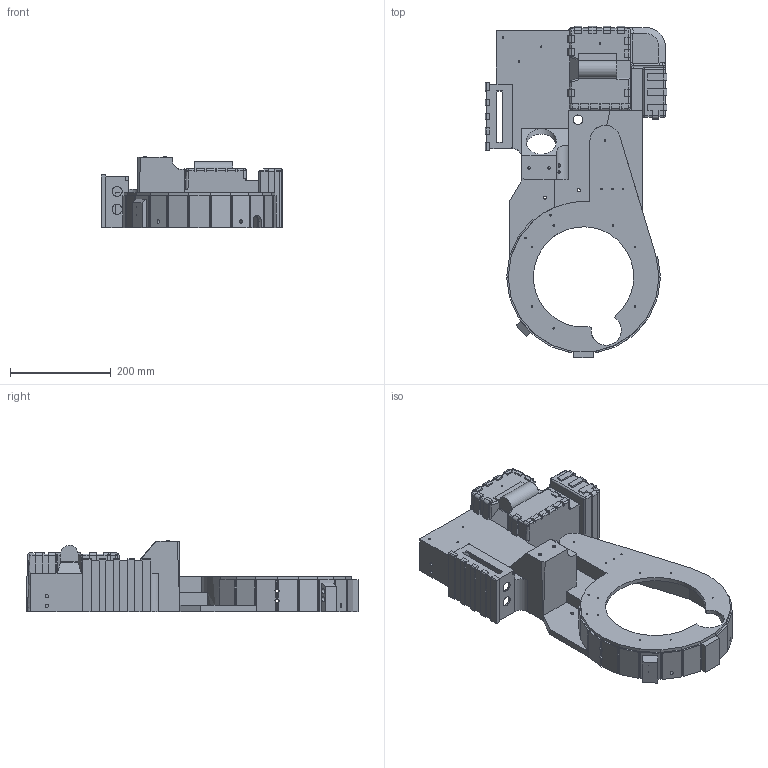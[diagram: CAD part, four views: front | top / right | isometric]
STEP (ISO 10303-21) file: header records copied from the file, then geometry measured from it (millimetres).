
FILE_DESCRIPTION(/* description */ (''),/* implementation_level */ '2;1');
FILE_NAME(/* name */ 'full_shell.step',/* time_stamp */ '2020-11-30T23:12:02+01:00',/* author */ (''),/* organization */ (''),/* preprocessor_version */ 'ST-DEVELOPER v18.1',/* originating_system */ 'Autodesk Translation Framework v9.3.0.1241',/* authorisation */ '');
FILE_SCHEMA (('AUTOMOTIVE_DESIGN { 1 0 10303 214 3 1 1 }'));
Length unit declared in the file: millimetre
Products named in the file (1): full_shell
Bounding box: 360.3 x 657.48 x 142.2 mm (x, y, z)
Volume: 3317868.2 mm3; surface area: 752880.5 mm2
Topology: 1 solids, 2 shells, 834 faces, 2397 edges, 1572 vertices
Faces by surface type: plane 491, bspline 216, cylinder 120, sphere 6, torus 1
Full cylindrical faces by diameter (mm): 2.3 x1, 2.6 x1, 2.8 x2, 2.9 x7, 3 x14, 5 x2, 6.2 x2, 6.4 x4, 7.2 x2, 8 x5, 9 x2, 19 x1, 20 x2, 25 x1, 60.3 x1
Entity records: 34302 total; most frequent: CARTESIAN_POINT 13583, ORIENTED_EDGE 4782, DIRECTION 3470, EDGE_CURVE 2391, LINE 1618, VECTOR 1618, VERTEX_POINT 1570, EDGE_LOOP 929
